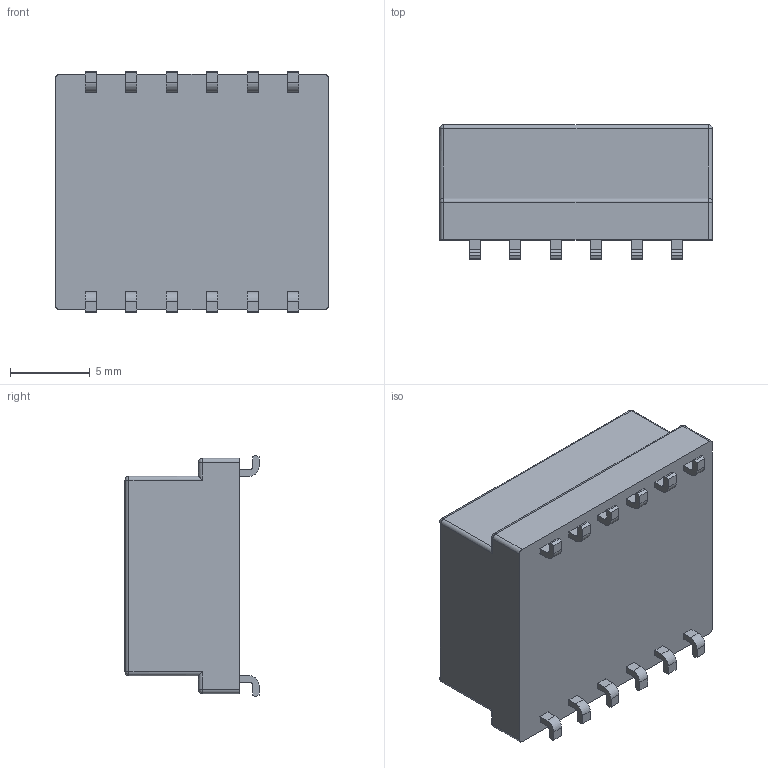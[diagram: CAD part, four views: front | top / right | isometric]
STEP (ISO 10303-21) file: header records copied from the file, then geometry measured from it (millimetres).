
FILE_DESCRIPTION (( 'STEP AP214' ), '1' );
FILE_NAME ('HX1333NL_3D.STEP', '2019-01-18T01:22:03', ( '' ), ( '' ), 'SwSTEP 2.0', 'SolidWorks 2015', '' );
FILE_SCHEMA (( 'AUTOMOTIVE_DESIGN' ));
Length unit declared in the file: millimetre
Products named in the file (1): HX1333NL_3D
Bounding box: 17.1 x 8.4 x 15.1 mm (x, y, z)
Volume: 1643.6 mm3; surface area: 1067.8 mm2
Topology: 13 solids, 14 shells, 235 faces, 562 edges, 360 vertices
Faces by surface type: plane 181, cylinder 46, sphere 8
Entity records: 6788 total; most frequent: CARTESIAN_POINT 1162, ORIENTED_EDGE 1108, DIRECTION 1106, EDGE_CURVE 554, LINE 466, VECTOR 466, VERTEX_POINT 360, AXIS2_PLACEMENT_3D 320
